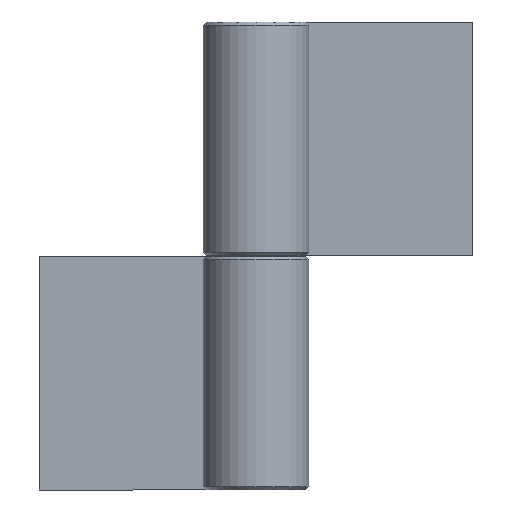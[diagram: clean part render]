
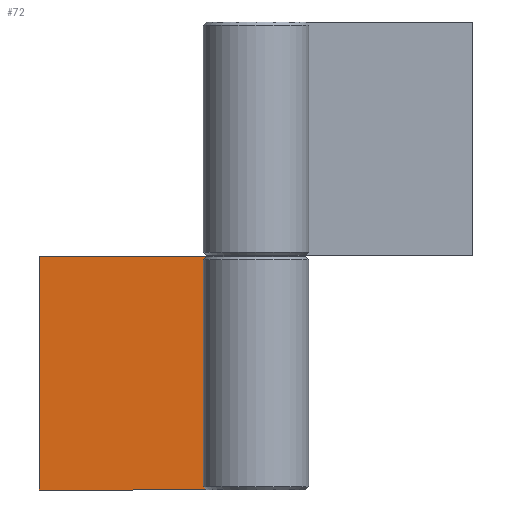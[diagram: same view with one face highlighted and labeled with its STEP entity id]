
A CAD part, front view. The second image highlights one B-rep face of the part: STEP entity #72.
In plain terms, the highlighted planar face has unit normal (0, -1, 0).
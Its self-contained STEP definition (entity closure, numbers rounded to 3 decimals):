
#72=ADVANCED_FACE('',(#221),#223,.F.);
#221=FACE_BOUND('',#222,.T.);
#222=EDGE_LOOP('',(#349,#350,#351,#352));
#223=PLANE('',#224);
#224=AXIS2_PLACEMENT_3D('',#225,#226,#227);
#225=CARTESIAN_POINT('',(-69.644,14.,75.));
#226=DIRECTION('',(0.,1.,0.));
#227=DIRECTION('',(1.,0.,0.));
#349=ORIENTED_EDGE('',*,*,#605,.F.);
#350=ORIENTED_EDGE('',*,*,#606,.F.);
#351=ORIENTED_EDGE('',*,*,#607,.F.);
#352=ORIENTED_EDGE('',*,*,#597,.F.);
#597=EDGE_CURVE('',#697,#698,#699,.T.);
#605=EDGE_CURVE('',#713,#697,#714,.T.);
#606=EDGE_CURVE('',#715,#713,#716,.T.);
#607=EDGE_CURVE('',#698,#715,#717,.T.);
#697=VERTEX_POINT('',#897);
#698=VERTEX_POINT('',#898);
#699=LINE('',#899,#900);
#713=VERTEX_POINT('',#929);
#714=LINE('',#930,#931);
#715=VERTEX_POINT('',#933);
#716=LINE('',#934,#935);
#717=LINE('',#937,#938);
#897=CARTESIAN_POINT('',(-9.644,14.,75.));
#898=CARTESIAN_POINT('',(-9.644,14.,0.));
#899=CARTESIAN_POINT('',(-9.644,14.,75.));
#900=VECTOR('',#901,1.);
#901=DIRECTION('',(0.,0.,-1.));
#929=CARTESIAN_POINT('',(-69.644,14.,75.));
#930=CARTESIAN_POINT('',(-69.644,14.,75.));
#931=VECTOR('',#932,1.);
#932=DIRECTION('',(1.,0.,0.));
#933=CARTESIAN_POINT('',(-69.644,14.,0.));
#934=CARTESIAN_POINT('',(-69.644,14.,0.));
#935=VECTOR('',#936,1.);
#936=DIRECTION('',(0.,0.,1.));
#937=CARTESIAN_POINT('',(-9.644,14.,0.));
#938=VECTOR('',#939,1.);
#939=DIRECTION('',(-1.,0.,0.));
